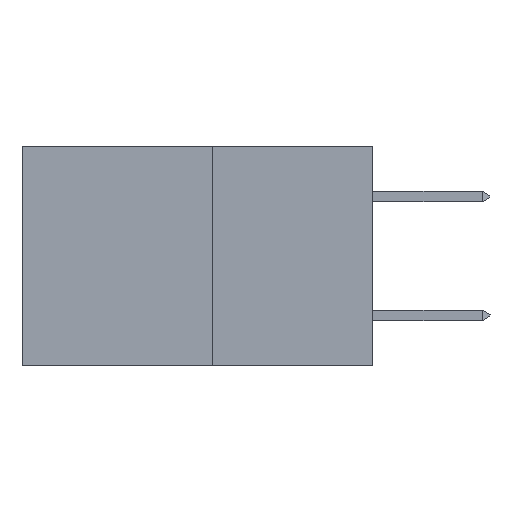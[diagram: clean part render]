
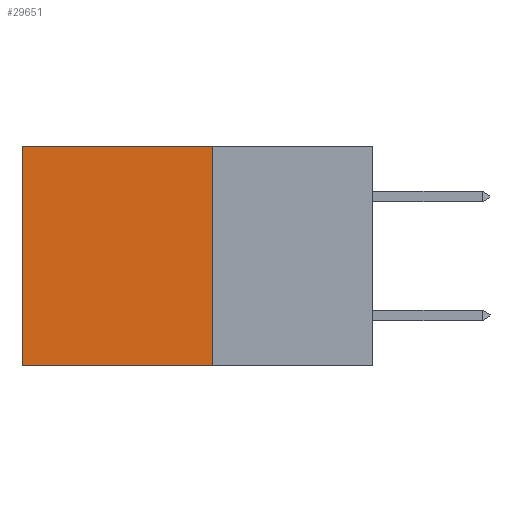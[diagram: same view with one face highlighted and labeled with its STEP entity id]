
A CAD part, left-side view. The second image highlights one B-rep face of the part: STEP entity #29651.
In plain terms, the highlighted planar face has unit normal (-1, 0, 0).
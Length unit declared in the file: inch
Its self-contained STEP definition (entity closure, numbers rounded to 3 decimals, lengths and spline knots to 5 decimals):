
#113 = VERTEX_POINT ( 'NONE', #24637 ) ;
#849 = DIRECTION ( 'NONE',  ( 1., 0., 0. ) ) ;
#5001 = LINE ( 'NONE', #17693, #24398 ) ;
#5584 = VECTOR ( 'NONE', #8570, 39.37008 ) ;
#6671 = AXIS2_PLACEMENT_3D ( 'NONE', #8523, #849, #18717 ) ;
#6746 = FACE_OUTER_BOUND ( 'NONE', #6780, .T. ) ;
#6780 = EDGE_LOOP ( 'NONE', ( #16187, #16131, #24542, #21460 ) ) ;
#6975 = EDGE_CURVE ( 'NONE', #21110, #14594, #5001, .T. ) ;
#8523 = CARTESIAN_POINT ( 'NONE',  ( 0.277, 0.27, -0.37 ) ) ;
#8570 = DIRECTION ( 'NONE',  ( 0., 1., 0. ) ) ;
#9317 = CARTESIAN_POINT ( 'NONE',  ( 0.277, 0.27, 0. ) ) ;
#9638 = CARTESIAN_POINT ( 'NONE',  ( 0.277, 0.27, -0.37 ) ) ;
#10224 = CARTESIAN_POINT ( 'NONE',  ( 0.277, 0.27, 0. ) ) ;
#10742 = CARTESIAN_POINT ( 'NONE',  ( 0.277, 0.27, -0.37 ) ) ;
#12910 = EDGE_CURVE ( 'NONE', #14594, #113, #25050, .T. ) ;
#13137 = LINE ( 'NONE', #26440, #25685 ) ;
#14212 = EDGE_CURVE ( 'NONE', #21110, #21362, #25742, .T. ) ;
#14594 = VERTEX_POINT ( 'NONE', #9638 ) ;
#15054 = EDGE_CURVE ( 'NONE', #21362, #113, #13137, .T. ) ;
#16131 = ORIENTED_EDGE ( 'NONE', *, *, #12910, .F. ) ;
#16187 = ORIENTED_EDGE ( 'NONE', *, *, #15054, .T. ) ;
#17438 = DIRECTION ( 'NONE',  ( 0., 0., -1. ) ) ;
#17693 = CARTESIAN_POINT ( 'NONE',  ( 0.277, 0.27, -0.37 ) ) ;
#18717 = DIRECTION ( 'NONE',  ( 0., 0., -1. ) ) ;
#19211 = VECTOR ( 'NONE', #30802, 39.37008 ) ;
#21110 = VERTEX_POINT ( 'NONE', #9317 ) ;
#21362 = VERTEX_POINT ( 'NONE', #22769 ) ;
#21460 = ORIENTED_EDGE ( 'NONE', *, *, #14212, .T. ) ;
#22769 = CARTESIAN_POINT ( 'NONE',  ( 0.277, 0.59, 0. ) ) ;
#24398 = VECTOR ( 'NONE', #17438, 39.37008 ) ;
#24542 = ORIENTED_EDGE ( 'NONE', *, *, #6975, .F. ) ;
#24637 = CARTESIAN_POINT ( 'NONE',  ( 0.277, 0.59, -0.37 ) ) ;
#25050 = LINE ( 'NONE', #10742, #19211 ) ;
#25685 = VECTOR ( 'NONE', #28956, 39.37008 ) ;
#25742 = LINE ( 'NONE', #10224, #5584 ) ;
#26440 = CARTESIAN_POINT ( 'NONE',  ( 0.277, 0.59, -0.37 ) ) ;
#28956 = DIRECTION ( 'NONE',  ( 0., 0., -1. ) ) ;
#29651 = ADVANCED_FACE ( 'NONE', ( #6746 ), #31153, .F. ) ;
#30802 = DIRECTION ( 'NONE',  ( 0., 1., 0. ) ) ;
#31153 = PLANE ( 'NONE',  #6671 ) ;
